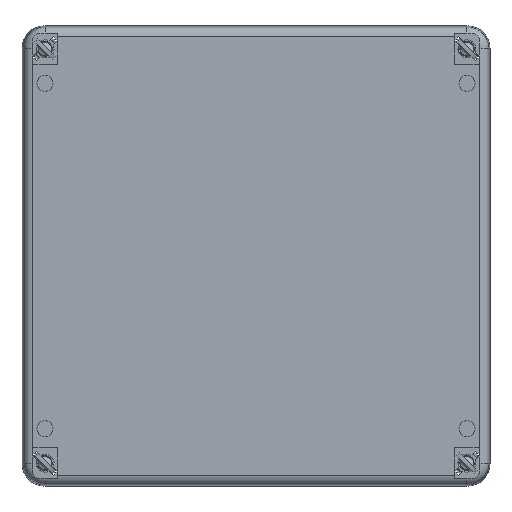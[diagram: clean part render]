
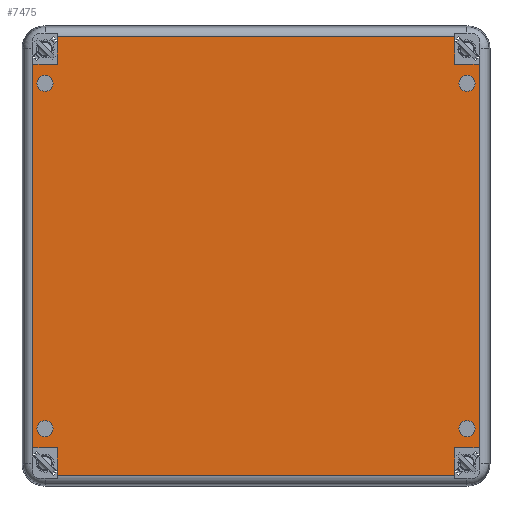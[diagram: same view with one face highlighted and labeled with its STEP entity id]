
A CAD part, front view. The second image highlights one B-rep face of the part: STEP entity #7475.
In plain terms, the highlighted planar face has unit normal (0, -1, 0).
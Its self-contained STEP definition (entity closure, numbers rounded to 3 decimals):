
#661=CARTESIAN_POINT('',(55.,0.,-45.));
#662=DIRECTION('',(0.,-1.,0.));
#663=DIRECTION('',(0.,0.,-1.));
#664=AXIS2_PLACEMENT_3D('',#661,#662,#663);
#669=CARTESIAN_POINT('',(55.,0.,-45.));
#670=DIRECTION('',(0.,-1.,0.));
#671=DIRECTION('',(0.,0.,1.));
#672=AXIS2_PLACEMENT_3D('',#669,#670,#671);
#677=CARTESIAN_POINT('',(-55.,0.,45.));
#678=DIRECTION('',(0.,-1.,0.));
#679=DIRECTION('',(0.,0.,-1.));
#680=AXIS2_PLACEMENT_3D('',#677,#678,#679);
#685=CARTESIAN_POINT('',(-55.,0.,45.));
#686=DIRECTION('',(0.,-1.,0.));
#687=DIRECTION('',(0.,0.,1.));
#688=AXIS2_PLACEMENT_3D('',#685,#686,#687);
#693=CARTESIAN_POINT('',(-55.,0.,-45.));
#694=DIRECTION('',(0.,-1.,0.));
#695=DIRECTION('',(0.,0.,-1.));
#696=AXIS2_PLACEMENT_3D('',#693,#694,#695);
#701=CARTESIAN_POINT('',(-55.,0.,-45.));
#702=DIRECTION('',(0.,-1.,0.));
#703=DIRECTION('',(0.,0.,1.));
#704=AXIS2_PLACEMENT_3D('',#701,#702,#703);
#709=CARTESIAN_POINT('',(55.,0.,45.));
#710=DIRECTION('',(0.,-1.,0.));
#711=DIRECTION('',(0.,0.,-1.));
#712=AXIS2_PLACEMENT_3D('',#709,#710,#711);
#717=CARTESIAN_POINT('',(55.,0.,45.));
#718=DIRECTION('',(0.,-1.,0.));
#719=DIRECTION('',(0.,0.,1.));
#720=AXIS2_PLACEMENT_3D('',#717,#718,#719);
#725=DIRECTION('',(1.,0.,0.));
#726=VECTOR('',#725,6.423);
#727=CARTESIAN_POINT('',(-58.173,0.,50.));
#728=LINE('',#727,#726);
#732=DIRECTION('',(0.,0.,1.));
#733=VECTOR('',#732,7.173);
#734=CARTESIAN_POINT('',(-51.75,0.,50.));
#735=LINE('',#734,#733);
#739=DIRECTION('',(-1.,0.,0.));
#740=VECTOR('',#739,103.5);
#741=CARTESIAN_POINT('',(51.75,0.,57.173));
#742=LINE('',#741,#740);
#746=DIRECTION('',(0.,0.,-1.));
#747=VECTOR('',#746,7.173);
#748=CARTESIAN_POINT('',(51.75,0.,57.173));
#749=LINE('',#748,#747);
#753=DIRECTION('',(1.,0.,0.));
#754=VECTOR('',#753,6.423);
#755=CARTESIAN_POINT('',(51.75,0.,50.));
#756=LINE('',#755,#754);
#760=DIRECTION('',(0.,0.,1.));
#761=VECTOR('',#760,100.);
#762=CARTESIAN_POINT('',(58.173,0.,-50.));
#763=LINE('',#762,#761);
#767=DIRECTION('',(-1.,0.,0.));
#768=VECTOR('',#767,6.423);
#769=CARTESIAN_POINT('',(58.173,0.,-50.));
#770=LINE('',#769,#768);
#774=DIRECTION('',(0.,0.,-1.));
#775=VECTOR('',#774,7.173);
#776=CARTESIAN_POINT('',(51.75,0.,-50.));
#777=LINE('',#776,#775);
#781=DIRECTION('',(1.,0.,0.));
#782=VECTOR('',#781,103.5);
#783=CARTESIAN_POINT('',(-51.75,0.,-57.173));
#784=LINE('',#783,#782);
#788=DIRECTION('',(0.,0.,1.));
#789=VECTOR('',#788,7.173);
#790=CARTESIAN_POINT('',(-51.75,0.,-57.173));
#791=LINE('',#790,#789);
#795=DIRECTION('',(-1.,0.,0.));
#796=VECTOR('',#795,6.423);
#797=CARTESIAN_POINT('',(-51.75,0.,-50.));
#798=LINE('',#797,#796);
#802=DIRECTION('',(0.,0.,-1.));
#803=VECTOR('',#802,100.);
#804=CARTESIAN_POINT('',(-58.173,0.,50.));
#805=LINE('',#804,#803);
#6354=CARTESIAN_POINT('',(55.,0.,-47.1));
#6355=CARTESIAN_POINT('',(55.,0.,-42.9));
#6356=VERTEX_POINT('',#6354);
#6357=VERTEX_POINT('',#6355);
#6358=CARTESIAN_POINT('',(-55.,0.,42.9));
#6359=CARTESIAN_POINT('',(-55.,0.,47.1));
#6360=VERTEX_POINT('',#6358);
#6361=VERTEX_POINT('',#6359);
#6578=CARTESIAN_POINT('',(-55.,0.,-47.1));
#6579=CARTESIAN_POINT('',(-55.,0.,-42.9));
#6580=VERTEX_POINT('',#6578);
#6581=VERTEX_POINT('',#6579);
#6582=CARTESIAN_POINT('',(55.,0.,42.9));
#6583=CARTESIAN_POINT('',(55.,0.,47.1));
#6584=VERTEX_POINT('',#6582);
#6585=VERTEX_POINT('',#6583);
#6668=CARTESIAN_POINT('',(-58.173,0.,50.));
#6669=CARTESIAN_POINT('',(-51.75,0.,50.));
#6670=VERTEX_POINT('',#6668);
#6671=VERTEX_POINT('',#6669);
#6672=CARTESIAN_POINT('',(-51.75,0.,57.173));
#6673=VERTEX_POINT('',#6672);
#6712=CARTESIAN_POINT('',(51.75,0.,57.173));
#6713=CARTESIAN_POINT('',(51.75,0.,50.));
#6714=VERTEX_POINT('',#6712);
#6715=VERTEX_POINT('',#6713);
#6716=CARTESIAN_POINT('',(58.173,0.,50.));
#6717=VERTEX_POINT('',#6716);
#6718=CARTESIAN_POINT('',(-51.75,0.,-57.173));
#6719=CARTESIAN_POINT('',(-51.75,0.,-50.));
#6720=VERTEX_POINT('',#6718);
#6721=VERTEX_POINT('',#6719);
#6722=CARTESIAN_POINT('',(-58.173,0.,-50.));
#6723=VERTEX_POINT('',#6722);
#6724=CARTESIAN_POINT('',(58.173,0.,-50.));
#6725=CARTESIAN_POINT('',(51.75,0.,-50.));
#6726=VERTEX_POINT('',#6724);
#6727=VERTEX_POINT('',#6725);
#6728=CARTESIAN_POINT('',(51.75,0.,-57.173));
#6729=VERTEX_POINT('',#6728);
#7422=CARTESIAN_POINT('',(0.,0.,0.));
#7423=DIRECTION('',(0.,1.,0.));
#7424=DIRECTION('',(1.,0.,0.));
#7425=AXIS2_PLACEMENT_3D('',#7422,#7423,#7424);
#7426=PLANE('',#7425);
#7427=ORIENTED_EDGE('',*,*,#7411,.T.);
#7429=ORIENTED_EDGE('',*,*,#7428,.T.);
#7431=ORIENTED_EDGE('',*,*,#7430,.F.);
#7433=ORIENTED_EDGE('',*,*,#7432,.T.);
#7435=ORIENTED_EDGE('',*,*,#7434,.T.);
#7437=ORIENTED_EDGE('',*,*,#7436,.F.);
#7439=ORIENTED_EDGE('',*,*,#7438,.T.);
#7441=ORIENTED_EDGE('',*,*,#7440,.T.);
#7443=ORIENTED_EDGE('',*,*,#7442,.F.);
#7445=ORIENTED_EDGE('',*,*,#7444,.T.);
#7447=ORIENTED_EDGE('',*,*,#7446,.T.);
#7448=ORIENTED_EDGE('',*,*,#7375,.F.);
#7449=EDGE_LOOP('',(#7427,#7429,#7431,#7433,#7435,#7437,#7439,#7441,#7443,#7445,
#7447,#7448));
#7450=FACE_OUTER_BOUND('',#7449,.F.);
#7452=ORIENTED_EDGE('',*,*,#7451,.T.);
#7454=ORIENTED_EDGE('',*,*,#7453,.T.);
#7455=EDGE_LOOP('',(#7452,#7454));
#7456=FACE_BOUND('',#7455,.F.);
#7458=ORIENTED_EDGE('',*,*,#7457,.T.);
#7460=ORIENTED_EDGE('',*,*,#7459,.T.);
#7461=EDGE_LOOP('',(#7458,#7460));
#7462=FACE_BOUND('',#7461,.F.);
#7464=ORIENTED_EDGE('',*,*,#7463,.T.);
#7466=ORIENTED_EDGE('',*,*,#7465,.T.);
#7467=EDGE_LOOP('',(#7464,#7466));
#7468=FACE_BOUND('',#7467,.F.);
#7470=ORIENTED_EDGE('',*,*,#7469,.T.);
#7472=ORIENTED_EDGE('',*,*,#7471,.T.);
#7473=EDGE_LOOP('',(#7470,#7472));
#7474=FACE_BOUND('',#7473,.F.);
#7475=ADVANCED_FACE('',(#7450,#7456,#7462,#7468,#7474),#7426,.F.);
#665=CIRCLE('',#664,2.1);
#673=CIRCLE('',#672,2.1);
#681=CIRCLE('',#680,2.1);
#689=CIRCLE('',#688,2.1);
#697=CIRCLE('',#696,2.1);
#705=CIRCLE('',#704,2.1);
#713=CIRCLE('',#712,2.1);
#721=CIRCLE('',#720,2.1);
#7375=EDGE_CURVE('',#6670,#6723,#805,.T.);
#7411=EDGE_CURVE('',#6670,#6671,#728,.T.);
#7428=EDGE_CURVE('',#6671,#6673,#735,.T.);
#7430=EDGE_CURVE('',#6714,#6673,#742,.T.);
#7432=EDGE_CURVE('',#6714,#6715,#749,.T.);
#7434=EDGE_CURVE('',#6715,#6717,#756,.T.);
#7436=EDGE_CURVE('',#6726,#6717,#763,.T.);
#7438=EDGE_CURVE('',#6726,#6727,#770,.T.);
#7440=EDGE_CURVE('',#6727,#6729,#777,.T.);
#7442=EDGE_CURVE('',#6720,#6729,#784,.T.);
#7444=EDGE_CURVE('',#6720,#6721,#791,.T.);
#7446=EDGE_CURVE('',#6721,#6723,#798,.T.);
#7451=EDGE_CURVE('',#6356,#6357,#665,.T.);
#7453=EDGE_CURVE('',#6357,#6356,#673,.T.);
#7457=EDGE_CURVE('',#6360,#6361,#681,.T.);
#7459=EDGE_CURVE('',#6361,#6360,#689,.T.);
#7463=EDGE_CURVE('',#6580,#6581,#697,.T.);
#7465=EDGE_CURVE('',#6581,#6580,#705,.T.);
#7469=EDGE_CURVE('',#6584,#6585,#713,.T.);
#7471=EDGE_CURVE('',#6585,#6584,#721,.T.);
